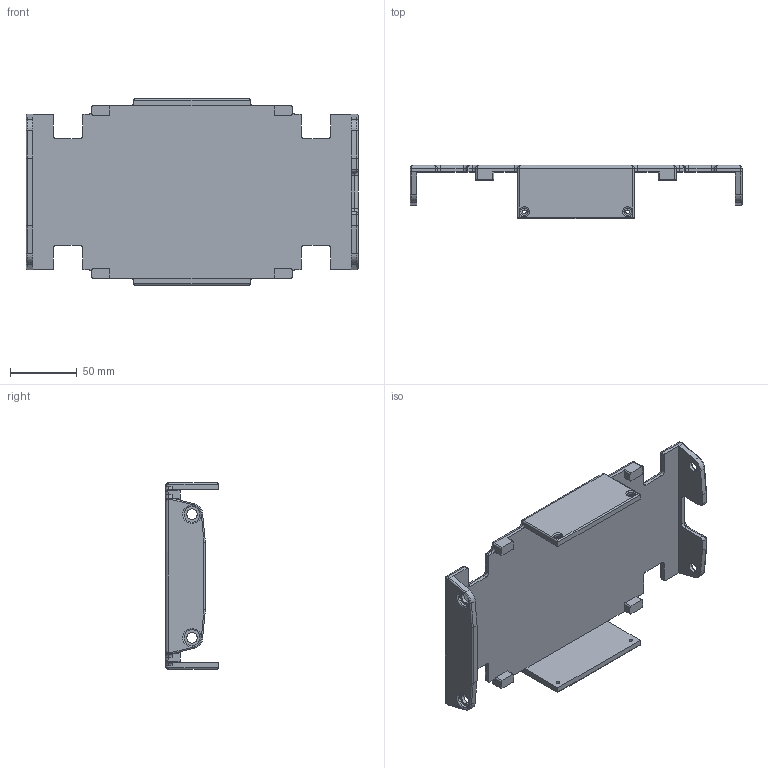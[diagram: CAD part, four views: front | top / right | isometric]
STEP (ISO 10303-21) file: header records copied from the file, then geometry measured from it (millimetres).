
FILE_DESCRIPTION (( 'STEP AP203' ), '1' );
FILE_NAME ('spodnykrytv1.STEP', '2025-03-16T17:14:55', ( '' ), ( '' ), 'SwSTEP 2.0', 'SolidWorks 2023', '' );
FILE_SCHEMA (( 'CONFIG_CONTROL_DESIGN' ));
Length unit declared in the file: millimetre
Products named in the file (1): spodnykrytv1
Bounding box: 249.6 x 40 x 140 mm (x, y, z)
Volume: 205399.2 mm3; surface area: 88334.8 mm2
Topology: 1 solids, 1 shells, 278 faces, 684 edges, 390 vertices
Faces by surface type: cylinder 140, plane 78, torus 38, bspline 22
Entity records: 8871 total; most frequent: CARTESIAN_POINT 2437, DIRECTION 1382, ORIENTED_EDGE 1324, EDGE_CURVE 662, AXIS2_PLACEMENT_3D 523, VERTEX_POINT 390, LINE 336, VECTOR 336
